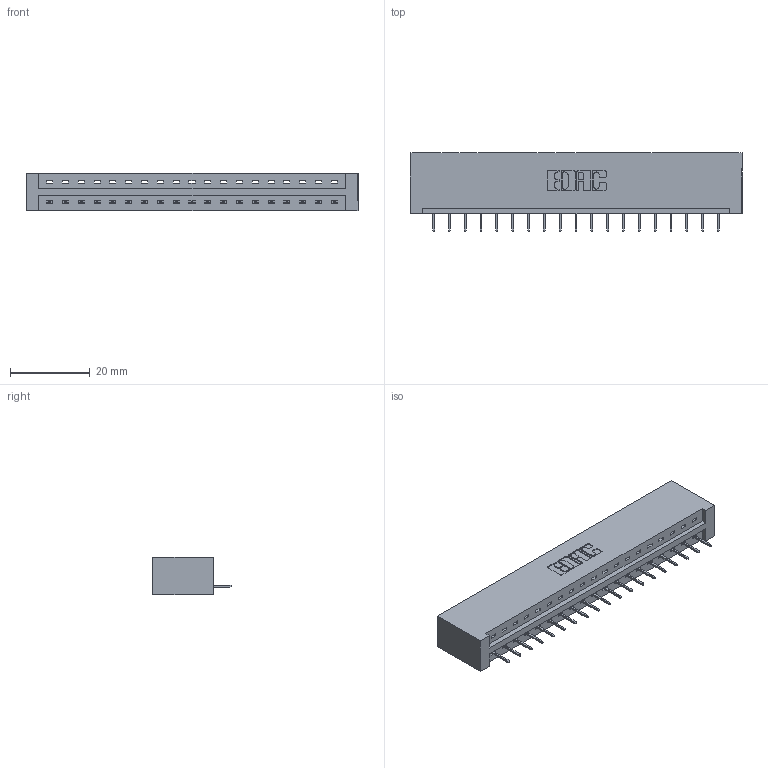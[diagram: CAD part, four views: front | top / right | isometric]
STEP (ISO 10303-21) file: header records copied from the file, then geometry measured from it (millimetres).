
FILE_DESCRIPTION (( 'STEP AP203' ), '1' );
FILE_NAME ('337-019-524-101.STEP', '2019-09-28T21:19:07', ( '' ), ( '' ), 'SwSTEP 2.0', 'SolidWorks 2016', '' );
FILE_SCHEMA (( 'CONFIG_CONTROL_DESIGN' ));
Length unit declared in the file: inch
Products named in the file (3): 345-292-001_345-293-124; 337 Part_No Mounting Lugs; 337-019-524-101
Assembly tree (20 placements, depth 2):
  337-019-524-101
    337 Part_No Mounting Lugs
    345-292-001_345-293-124  x19
Bounding box: 83.16 x 19.69 x 9.4 mm (x, y, z)
Volume: 9018.9 mm3; surface area: 8909.5 mm2
Topology: 20 solids, 20 shells, 1360 faces, 3935 edges, 2546 vertices
Faces by surface type: plane 1054, cylinder 306
Entity records: 16895 total; most frequent: CARTESIAN_POINT 2947, ORIENTED_EDGE 2902, DIRECTION 2521, EDGE_CURVE 1451, VECTOR 1335, LINE 1335, VERTEX_POINT 962, AXIS2_PLACEMENT_3D 593
